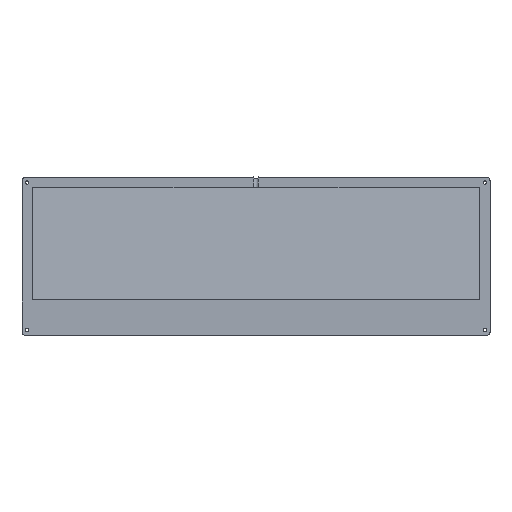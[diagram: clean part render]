
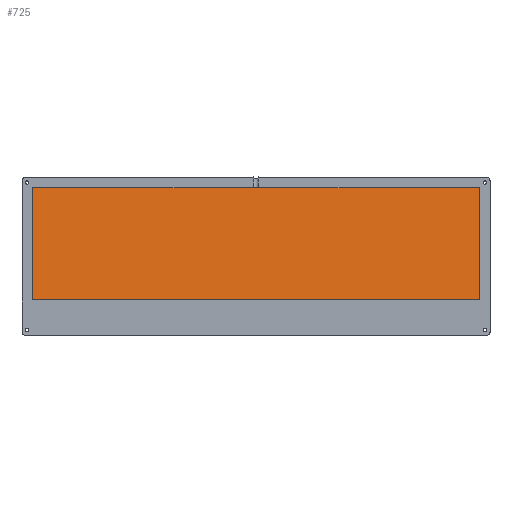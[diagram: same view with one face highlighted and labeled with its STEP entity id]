
A CAD part, top view. The second image highlights one B-rep face of the part: STEP entity #725.
In plain terms, the highlighted planar face has unit normal (0, 0.087, 0.996).
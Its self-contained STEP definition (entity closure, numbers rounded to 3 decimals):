
#88=FACE_OUTER_BOUND('',#132,.T.);
#132=EDGE_LOOP('',(#656,#657,#658,#659));
#182=LINE('',#1236,#240);
#186=LINE('',#1263,#244);
#188=LINE('',#1267,#246);
#190=LINE('',#1270,#248);
#240=VECTOR('',#985,10.);
#244=VECTOR('',#1023,10.);
#246=VECTOR('',#1027,10.);
#248=VECTOR('',#1031,10.);
#347=VERTEX_POINT('',#1233);
#348=VERTEX_POINT('',#1235);
#354=VERTEX_POINT('',#1262);
#355=VERTEX_POINT('',#1266);
#442=EDGE_CURVE('',#348,#347,#182,.T.);
#454=EDGE_CURVE('',#354,#348,#186,.T.);
#456=EDGE_CURVE('',#355,#354,#188,.T.);
#458=EDGE_CURVE('',#347,#355,#190,.T.);
#656=ORIENTED_EDGE('',*,*,#454,.T.);
#657=ORIENTED_EDGE('',*,*,#442,.T.);
#658=ORIENTED_EDGE('',*,*,#458,.T.);
#659=ORIENTED_EDGE('',*,*,#456,.T.);
#692=PLANE('',#819);
#725=ADVANCED_FACE('',(#88),#692,.F.);
#819=AXIS2_PLACEMENT_3D('',#1271,#1032,#1033);
#985=DIRECTION('',(-1.,0.,0.));
#1023=DIRECTION('',(0.,0.996,-0.087));
#1027=DIRECTION('',(1.,0.,0.));
#1031=DIRECTION('',(0.,-0.996,0.087));
#1032=DIRECTION('center_axis',(0.,-0.087,-0.996));
#1033=DIRECTION('ref_axis',(-1.,0.,0.));
#1233=CARTESIAN_POINT('',(0.,0.,-9.368));
#1235=CARTESIAN_POINT('',(429.,0.,-9.368));
#1236=CARTESIAN_POINT('',(107.25,0.,-9.368));
#1262=CARTESIAN_POINT('',(429.,-107.079,0.));
#1263=CARTESIAN_POINT('',(429.,-33.151,-6.468));
#1266=CARTESIAN_POINT('',(0.,-107.079,0.));
#1267=CARTESIAN_POINT('',(214.5,-107.079,0.));
#1270=CARTESIAN_POINT('',(0.,-98.402,-0.759));
#1271=CARTESIAN_POINT('Origin',(214.5,-65.489,-3.639));
